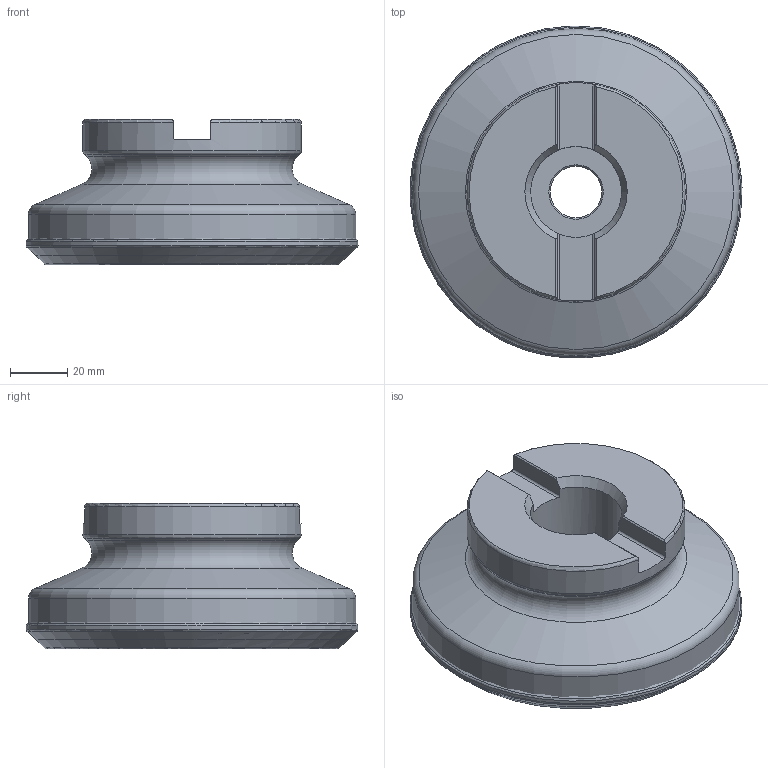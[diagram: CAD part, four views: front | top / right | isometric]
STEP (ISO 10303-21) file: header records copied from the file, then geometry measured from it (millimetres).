
FILE_DESCRIPTION(/* description */ (''),/* implementation_level */ '2;1');
FILE_NAME(/* name */ 'E-CATALOG-F45-SEKT12-D400Z8S125I.stp',/* time_stamp */ '2023-04-19T16:19:55+09:00',/* author */ (''),/* organization */ (''),/* preprocessor_version */ 'ST-DEVELOPER v16',/* originating_system */ 'SIEMENS PLM Software NX 10.0',/* authorisation */ '');
FILE_SCHEMA (('AP203_CONFIGURATION_CONTROLLED_3D_DESIGN_OF_MECHANICAL_PARTS_AND_ASSEMBLIES_MIM_LF { 1 0 10303 403 2 1 2}'));
Length unit declared in the file: millimetre
Products named in the file (1): 102210802FC0coz9
Bounding box: 115.88 x 115.84 x 50.8 mm (x, y, z)
Volume: 275938.3 mm3; surface area: 51358.5 mm2
Topology: 1 solids, 2 shells, 72 faces, 209 edges, 162 vertices
Faces by surface type: revolution 21, plane 17, torus 15, cylinder 10, cone 8, bspline 1
Full cylindrical faces by diameter (mm): 18 x1, 31.75 x1, 32.75 x1, 45 x1, 76.2 x1, 114.191 x1
Entity records: 2292 total; most frequent: CARTESIAN_POINT 754, DIRECTION 293, ORIENTED_EDGE 222, EDGE_LOOP 124, AXIS2_PLACEMENT_3D 118, EDGE_CURVE 111, FACE_BOUND 104, VERTEX_POINT 91
